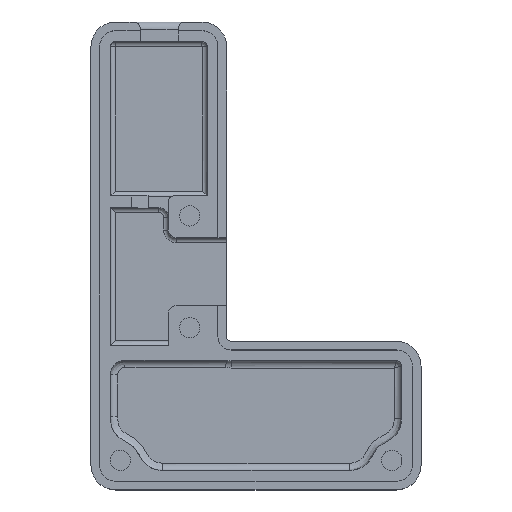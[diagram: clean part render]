
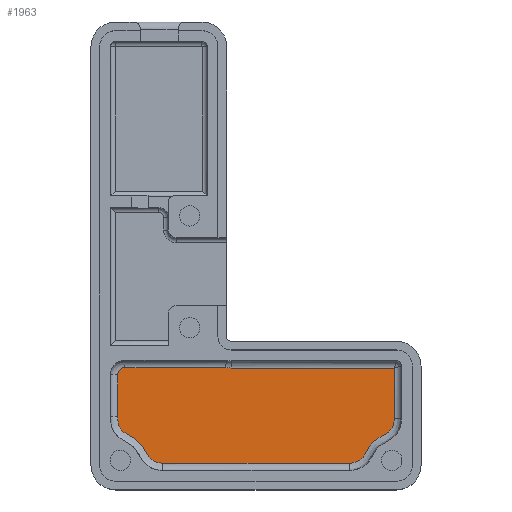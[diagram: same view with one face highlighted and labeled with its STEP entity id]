
A CAD part, top view. The second image highlights one B-rep face of the part: STEP entity #1963.
In plain terms, the highlighted planar face has unit normal (0, 0, 1).
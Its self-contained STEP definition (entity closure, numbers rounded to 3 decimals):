
#37=B_SPLINE_CURVE_WITH_KNOTS('',3,(#3162,#3163,#3164,#3165,#3166,#3167,
#3168,#3169,#3170,#3171,#3172,#3173,#3174,#3175,#3176,#3177,#3178,#3179,
#3180,#3181,#3182,#3183,#3184,#3185,#3186),.UNSPECIFIED.,.F.,.F.,(4,1,1,
1,1,1,1,1,1,1,1,1,1,1,1,1,1,1,1,1,1,1,4),(-1.388,-1.304,
-1.218,-1.174,-1.131,-1.045,
-1.023,-1.001,-0.98,-0.958,
-0.871,-0.698,-0.655,-0.524,
-0.436,-0.393,-0.371,-0.349,
-0.305,-0.262,-0.175,-0.087,
-0.004),.UNSPECIFIED.);
#41=B_SPLINE_CURVE_WITH_KNOTS('',3,(#3428,#3429,#3430,#3431,#3432,#3433,
#3434,#3435,#3436,#3437,#3438,#3439,#3440,#3441,#3442,#3443,#3444,#3445,
#3446,#3447,#3448),.UNSPECIFIED.,.F.,.F.,(4,1,1,1,1,1,1,1,1,1,2,1,1,1,1,
1,1,4),(0.004,0.14,0.209,0.279,
0.288,0.297,0.314,0.349,
0.419,0.558,0.698,0.844,
0.99,1.063,1.136,1.209,1.282,
1.428),.UNSPECIFIED.);
#125=FACE_OUTER_BOUND('',#244,.T.);
#244=EDGE_LOOP('',(#1377,#1378,#1379,#1380,#1381,#1382,#1383,#1384,#1385));
#363=CIRCLE('',#2099,1.5);
#364=CIRCLE('',#2102,6.4);
#454=LINE('',#2981,#641);
#456=LINE('',#3267,#643);
#459=LINE('',#3477,#646);
#461=LINE('',#3496,#648);
#463=LINE('',#3519,#650);
#641=VECTOR('',#2332,10.);
#643=VECTOR('',#2336,10.);
#646=VECTOR('',#2345,10.);
#648=VECTOR('',#2355,10.);
#650=VECTOR('',#2367,10.);
#836=VERTEX_POINT('',#2976);
#837=VERTEX_POINT('',#2980);
#839=VERTEX_POINT('',#3161);
#841=VERTEX_POINT('',#3266);
#843=VERTEX_POINT('',#3427);
#845=VERTEX_POINT('',#3473);
#847=VERTEX_POINT('',#3487);
#850=VERTEX_POINT('',#3495);
#851=VERTEX_POINT('',#3512);
#1023=EDGE_CURVE('',#836,#837,#454,.T.);
#1026=EDGE_CURVE('',#837,#839,#37,.T.);
#1029=EDGE_CURVE('',#839,#841,#456,.T.);
#1032=EDGE_CURVE('',#841,#843,#41,.T.);
#1037=EDGE_CURVE('',#843,#845,#459,.T.);
#1040=EDGE_CURVE('',#845,#847,#363,.T.);
#1042=EDGE_CURVE('',#847,#850,#461,.T.);
#1044=EDGE_CURVE('',#850,#851,#364,.T.);
#1048=EDGE_CURVE('',#851,#836,#463,.T.);
#1377=ORIENTED_EDGE('',*,*,#1023,.F.);
#1378=ORIENTED_EDGE('',*,*,#1048,.F.);
#1379=ORIENTED_EDGE('',*,*,#1044,.F.);
#1380=ORIENTED_EDGE('',*,*,#1042,.F.);
#1381=ORIENTED_EDGE('',*,*,#1040,.F.);
#1382=ORIENTED_EDGE('',*,*,#1037,.F.);
#1383=ORIENTED_EDGE('',*,*,#1032,.F.);
#1384=ORIENTED_EDGE('',*,*,#1029,.F.);
#1385=ORIENTED_EDGE('',*,*,#1026,.F.);
#1897=PLANE('',#2114);
#1963=ADVANCED_FACE('',(#125),#1897,.T.);
#2099=AXIS2_PLACEMENT_3D('',#3491,#2350,#2351);
#2102=AXIS2_PLACEMENT_3D('',#3513,#2358,#2359);
#2114=AXIS2_PLACEMENT_3D('',#3542,#2392,#2393);
#2332=DIRECTION('',(0.,-1.,0.));
#2336=DIRECTION('',(-1.,0.,0.));
#2345=DIRECTION('',(0.,1.,0.));
#2350=DIRECTION('center_axis',(0.,0.,-1.));
#2351=DIRECTION('ref_axis',(-0.707,0.707,0.));
#2355=DIRECTION('',(1.,0.,0.));
#2358=DIRECTION('center_axis',(0.,0.,1.));
#2359=DIRECTION('ref_axis',(-0.101,-0.995,0.));
#2367=DIRECTION('',(1.,0.,0.));
#2392=DIRECTION('center_axis',(0.,0.,1.));
#2393=DIRECTION('ref_axis',(1.,0.,0.));
#2976=CARTESIAN_POINT('',(28.47,-23.6,-8.));
#2980=CARTESIAN_POINT('',(28.47,-34.01,-8.));
#2981=CARTESIAN_POINT('',(28.47,-16.091,-8.));
#3161=CARTESIAN_POINT('',(19.192,-43.2,-8.));
#3162=CARTESIAN_POINT('Ctrl Pts',(28.47,-34.01,-8.));
#3163=CARTESIAN_POINT('Ctrl Pts',(28.456,-34.287,-8.));
#3164=CARTESIAN_POINT('Ctrl Pts',(28.397,-34.851,-8.));
#3165=CARTESIAN_POINT('Ctrl Pts',(28.2,-35.539,-8.));
#3166=CARTESIAN_POINT('Ctrl Pts',(27.925,-36.049,-8.));
#3167=CARTESIAN_POINT('Ctrl Pts',(27.569,-36.507,-8.));
#3168=CARTESIAN_POINT('Ctrl Pts',(27.172,-36.825,-8.));
#3169=CARTESIAN_POINT('Ctrl Pts',(26.811,-37.064,-8.));
#3170=CARTESIAN_POINT('Ctrl Pts',(26.627,-37.178,-8.));
#3171=CARTESIAN_POINT('Ctrl Pts',(26.441,-37.288,-8.));
#3172=CARTESIAN_POINT('Ctrl Pts',(26.067,-37.504,-8.));
#3173=CARTESIAN_POINT('Ctrl Pts',(25.247,-37.956,-8.));
#3174=CARTESIAN_POINT('Ctrl Pts',(24.407,-38.534,-8.));
#3175=CARTESIAN_POINT('Ctrl Pts',(23.623,-39.392,-8.));
#3176=CARTESIAN_POINT('Ctrl Pts',(23.141,-40.123,-8.));
#3177=CARTESIAN_POINT('Ctrl Pts',(22.715,-40.884,-8.));
#3178=CARTESIAN_POINT('Ctrl Pts',(22.454,-41.32,-8.));
#3179=CARTESIAN_POINT('Ctrl Pts',(22.296,-41.563,-8.));
#3180=CARTESIAN_POINT('Ctrl Pts',(22.131,-41.802,-8.));
#3181=CARTESIAN_POINT('Ctrl Pts',(21.905,-42.086,-8.));
#3182=CARTESIAN_POINT('Ctrl Pts',(21.491,-42.498,-8.));
#3183=CARTESIAN_POINT('Ctrl Pts',(20.862,-42.879,-8.));
#3184=CARTESIAN_POINT('Ctrl Pts',(20.03,-43.113,-8.));
#3185=CARTESIAN_POINT('Ctrl Pts',(19.468,-43.181,-8.));
#3186=CARTESIAN_POINT('Ctrl Pts',(19.192,-43.2,-8.));
#3266=CARTESIAN_POINT('',(-19.192,-43.2,-8.));
#3267=CARTESIAN_POINT('',(10.165,-43.2,-8.));
#3427=CARTESIAN_POINT('',(-28.48,-33.6,-8.));
#3428=CARTESIAN_POINT('Ctrl Pts',(-19.192,-43.2,-8.));
#3429=CARTESIAN_POINT('Ctrl Pts',(-19.642,-43.169,-8.));
#3430=CARTESIAN_POINT('Ctrl Pts',(-20.322,-43.068,-8.));
#3431=CARTESIAN_POINT('Ctrl Pts',(-21.172,-42.712,-8.));
#3432=CARTESIAN_POINT('Ctrl Pts',(-21.571,-42.413,-8.));
#3433=CARTESIAN_POINT('Ctrl Pts',(-21.779,-42.209,-8.));
#3434=CARTESIAN_POINT('Ctrl Pts',(-21.859,-42.126,-8.));
#3435=CARTESIAN_POINT('Ctrl Pts',(-21.995,-41.974,-8.));
#3436=CARTESIAN_POINT('Ctrl Pts',(-22.245,-41.652,-8.));
#3437=CARTESIAN_POINT('Ctrl Pts',(-22.679,-40.962,-8.));
#3438=CARTESIAN_POINT('Ctrl Pts',(-23.233,-39.939,-8.));
#3439=CARTESIAN_POINT('Ctrl Pts',(-23.79,-39.188,-8.));
#3440=CARTESIAN_POINT('Ctrl Pts',(-24.464,-38.515,-8.));
#3441=CARTESIAN_POINT('Ctrl Pts',(-25.255,-37.936,-8.));
#3442=CARTESIAN_POINT('Ctrl Pts',(-26.33,-37.369,-8.));
#3443=CARTESIAN_POINT('Ctrl Pts',(-27.155,-36.849,-8.));
#3444=CARTESIAN_POINT('Ctrl Pts',(-27.71,-36.368,-8.));
#3445=CARTESIAN_POINT('Ctrl Pts',(-28.117,-35.751,-8.));
#3446=CARTESIAN_POINT('Ctrl Pts',(-28.424,-34.82,-8.));
#3447=CARTESIAN_POINT('Ctrl Pts',(-28.48,-34.087,-8.));
#3448=CARTESIAN_POINT('Ctrl Pts',(-28.48,-33.6,-8.));
#3473=CARTESIAN_POINT('',(-28.48,-25.,-8.));
#3477=CARTESIAN_POINT('',(-28.48,-26.291,-8.));
#3487=CARTESIAN_POINT('',(-26.98,-23.5,-8.));
#3491=CARTESIAN_POINT('Origin',(-26.98,-25.,-8.));
#3495=CARTESIAN_POINT('',(-6.257,-23.5,-8.));
#3496=CARTESIAN_POINT('',(-20.285,-23.5,-8.));
#3512=CARTESIAN_POINT('',(-5.13,-23.6,-8.));
#3513=CARTESIAN_POINT('Origin',(-5.13,-17.2,-8.));
#3519=CARTESIAN_POINT('',(-6.835,-23.6,-8.));
#3542=CARTESIAN_POINT('Origin',(-8.539,-8.983,-8.));
